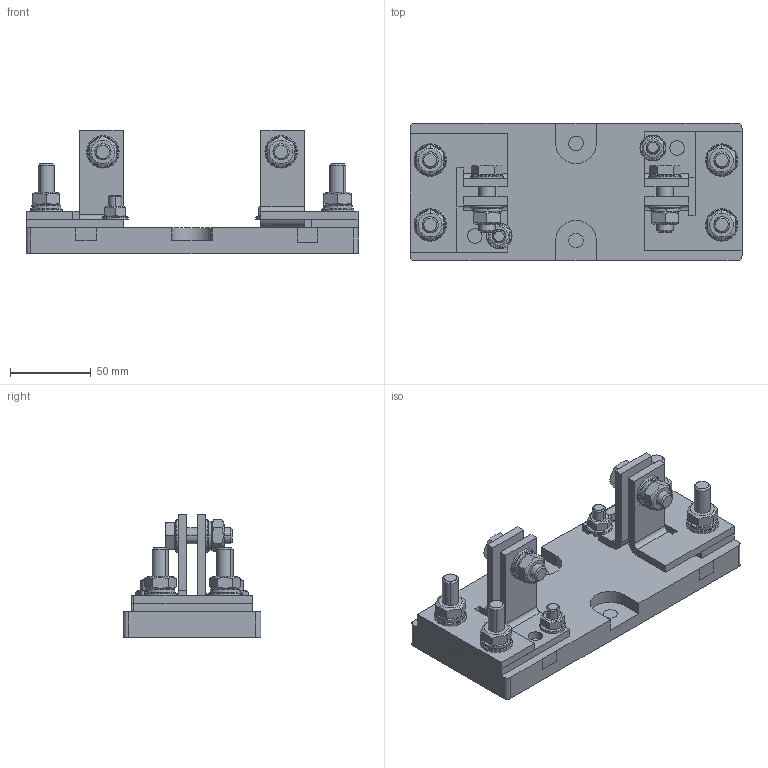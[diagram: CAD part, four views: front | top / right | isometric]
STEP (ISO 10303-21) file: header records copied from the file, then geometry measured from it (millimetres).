
FILE_DESCRIPTION(('CATIA V5 STEP'),'2;1');
FILE_NAME('U9911011_L_US1_3-1_110_1250A.stp','2020-04-30T09:30:35+00:00',('none'),('Jean Müller GmbH'),'CATIA Version 5 Release 19 SP 9 (IN-10)','CATIA V5 STEP AP214','none');
FILE_SCHEMA(('AUTOMOTIVE_DESIGN { 1 0 10303 214 1 1 1 1 }'));
Length unit declared in the file: millimetre
Products named in the file (1): U9911011_L_US1…3-1/110/1250A
Bounding box: 205 x 85 x 76 mm (x, y, z)
Surface area: 95668.4 mm2 (no closed solid volume)
Topology: 0 solids, 39 shells, 337 faces, 1023 edges, 732 vertices
Faces by surface type: plane 181, cone 84, cylinder 72
Entity records: 13053 total; most frequent: CARTESIAN_POINT 4087, ORIENTED_EDGE 1747, DIRECTION 1485, EDGE_CURVE 1023, VERTEX_POINT 732, AXIS2_PLACEMENT_3D 687, VECTOR 468, LINE 468
